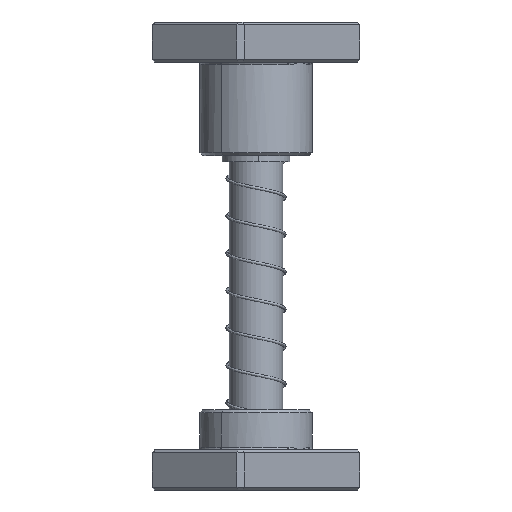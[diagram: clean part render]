
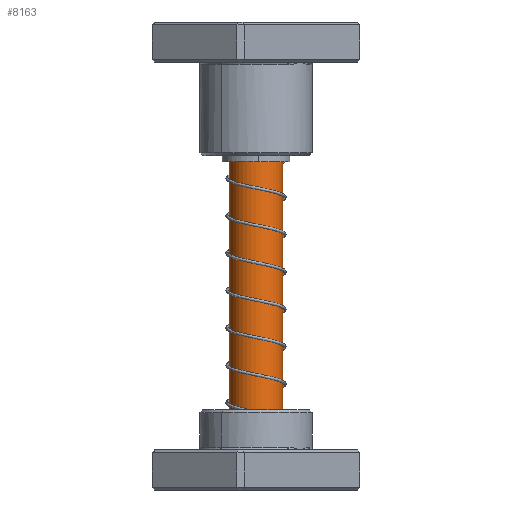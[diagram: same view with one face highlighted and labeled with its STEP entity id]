
A CAD part, front view. The second image highlights one B-rep face of the part: STEP entity #8163.
In plain terms, the highlighted cylindrical face has radius 10 mm (diameter 20 mm), a partial arc.
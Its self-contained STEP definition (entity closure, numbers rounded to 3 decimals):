
#388 = CARTESIAN_POINT ( 'NONE',  ( 10., 0., 147.5 ) ) ;
#1702 = VECTOR ( 'NONE', #3841, 1000. ) ;
#2702 = EDGE_LOOP ( 'NONE', ( #33204, #22599, #35293, #35245 ) ) ;
#3841 = DIRECTION ( 'NONE',  ( 0., 0., -1. ) ) ;
#4387 = FACE_OUTER_BOUND ( 'NONE', #2702, .T. ) ;
#4474 = DIRECTION ( 'NONE',  ( 0., 0., -1. ) ) ;
#6875 = CARTESIAN_POINT ( 'NONE',  ( 10., 0., 19. ) ) ;
#7226 = CARTESIAN_POINT ( 'NONE',  ( 0., 0., 150. ) ) ;
#8163 = ADVANCED_FACE ( 'NONE', ( #4387 ), #25411, .T. ) ;
#9352 = DIRECTION ( 'NONE',  ( 0., 0., -1. ) ) ;
#10974 = CIRCLE ( 'NONE', #15686, 10. ) ;
#12114 = CARTESIAN_POINT ( 'NONE',  ( -10., 0., 19. ) ) ;
#12332 = CARTESIAN_POINT ( 'NONE',  ( -10., 0., 150. ) ) ;
#13557 = EDGE_CURVE ( 'NONE', #29678, #32169, #14784, .T. ) ;
#13930 = EDGE_CURVE ( 'NONE', #29226, #20703, #15224, .T. ) ;
#14784 = LINE ( 'NONE', #27508, #22432 ) ;
#15224 = LINE ( 'NONE', #12332, #1702 ) ;
#15322 = CARTESIAN_POINT ( 'NONE',  ( -10., 0., 147.5 ) ) ;
#15686 = AXIS2_PLACEMENT_3D ( 'NONE', #26448, #9352, #29288 ) ;
#17407 = CIRCLE ( 'NONE', #32559, 10. ) ;
#20703 = VERTEX_POINT ( 'NONE', #12114 ) ;
#21582 = CARTESIAN_POINT ( 'NONE',  ( 0., 0., 147.5 ) ) ;
#22432 = VECTOR ( 'NONE', #30357, 1000. ) ;
#22599 = ORIENTED_EDGE ( 'NONE', *, *, #29283, .T. ) ;
#24374 = DIRECTION ( 'NONE',  ( 0., 0., -1. ) ) ;
#24461 = DIRECTION ( 'NONE',  ( 1., 0., 0. ) ) ;
#25411 = CYLINDRICAL_SURFACE ( 'NONE', #27115, 10. ) ;
#26448 = CARTESIAN_POINT ( 'NONE',  ( 0., 0., 19. ) ) ;
#27115 = AXIS2_PLACEMENT_3D ( 'NONE', #7226, #24374, #27241 ) ;
#27241 = DIRECTION ( 'NONE',  ( -1., 0., 0. ) ) ;
#27508 = CARTESIAN_POINT ( 'NONE',  ( 10., 0., 150. ) ) ;
#29226 = VERTEX_POINT ( 'NONE', #15322 ) ;
#29283 = EDGE_CURVE ( 'NONE', #29678, #29226, #17407, .T. ) ;
#29288 = DIRECTION ( 'NONE',  ( -1., 0., 0. ) ) ;
#29678 = VERTEX_POINT ( 'NONE', #388 ) ;
#30357 = DIRECTION ( 'NONE',  ( 0., 0., -1. ) ) ;
#32169 = VERTEX_POINT ( 'NONE', #6875 ) ;
#32559 = AXIS2_PLACEMENT_3D ( 'NONE', #21582, #4474, #24461 ) ;
#33204 = ORIENTED_EDGE ( 'NONE', *, *, #13557, .F. ) ;
#35245 = ORIENTED_EDGE ( 'NONE', *, *, #35541, .F. ) ;
#35293 = ORIENTED_EDGE ( 'NONE', *, *, #13930, .T. ) ;
#35541 = EDGE_CURVE ( 'NONE', #32169, #20703, #10974, .T. ) ;
